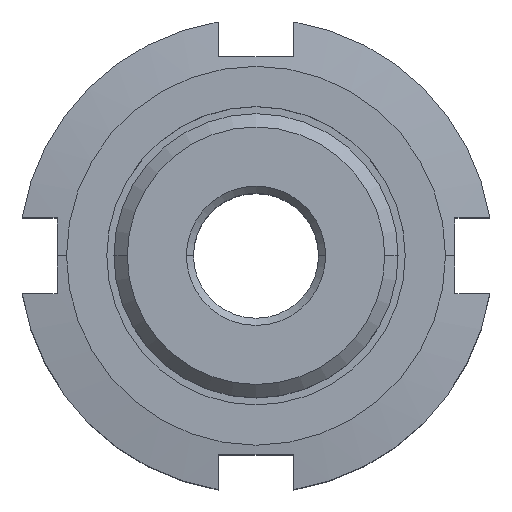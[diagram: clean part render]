
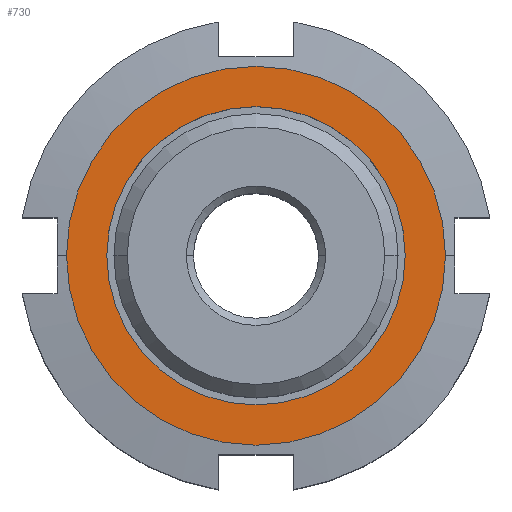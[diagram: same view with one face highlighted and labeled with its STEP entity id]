
A CAD part, top view. The second image highlights one B-rep face of the part: STEP entity #730.
In plain terms, the highlighted planar face has unit normal (0, 0, 1).
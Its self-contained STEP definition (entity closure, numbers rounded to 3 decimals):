
#498=EDGE_CURVE('',#586,#1116,#1274,.T.);
#518=EDGE_CURVE('',#1066,#636,#1296,.T.);
#586=VERTEX_POINT('',#1373);
#636=VERTEX_POINT('',#1429);
#668=EDGE_CURVE('',#1116,#586,#1463,.T.);
#672=EDGE_CURVE('',#636,#1066,#1467,.T.);
#730=ADVANCED_FACE('',(#1532,#1533),#1534,.T.);
#1066=VERTEX_POINT('',#1900);
#1116=VERTEX_POINT('',#1953);
#1274=CIRCLE('',#2212,10.0);
#1296=CIRCLE('',#2251,7.875);
#1373=CARTESIAN_POINT('',(-10.0,0.,15.0));
#1429=CARTESIAN_POINT('',(7.875,0.,15.0));
#1463=CIRCLE('',#2591,10.0);
#1467=CIRCLE('',#2596,7.875);
#1532=FACE_OUTER_BOUND('',#2698,.T.);
#1533=FACE_BOUND('',#2699,.T.);
#1534=PLANE('',#2700);
#1900=CARTESIAN_POINT('',(-7.875,0.,15.0));
#1953=CARTESIAN_POINT('',(10.0,0.,15.0));
#2212=AXIS2_PLACEMENT_3D('',#3700,#3701,#3702);
#2251=AXIS2_PLACEMENT_3D('',#3722,#3723,#3724);
#2591=AXIS2_PLACEMENT_3D('',#3912,#3913,#3914);
#2596=AXIS2_PLACEMENT_3D('',#3915,#3916,#3917);
#2698=EDGE_LOOP('',(#4006,#4007));
#2699=EDGE_LOOP('',(#4008,#4009));
#2700=AXIS2_PLACEMENT_3D('',#4010,#4011,#4012);
#3700=CARTESIAN_POINT('',(0.0,0.,15.0));
#3701=DIRECTION('',(0.0,0.,-1.0));
#3702=DIRECTION('',(1.0,0.0,0.0));
#3722=CARTESIAN_POINT('',(0.0,0.,15.0));
#3723=DIRECTION('',(0.0,0.,-1.0));
#3724=DIRECTION('',(1.0,0.0,0.0));
#3912=CARTESIAN_POINT('',(0.0,0.,15.0));
#3913=DIRECTION('',(0.0,0.,-1.0));
#3914=DIRECTION('',(1.0,0.0,0.0));
#3915=CARTESIAN_POINT('',(0.0,0.,15.0));
#3916=DIRECTION('',(0.0,0.,-1.0));
#3917=DIRECTION('',(1.0,0.0,0.0));
#4006=ORIENTED_EDGE('',*,*,#668,.F.);
#4007=ORIENTED_EDGE('',*,*,#498,.F.);
#4008=ORIENTED_EDGE('',*,*,#672,.T.);
#4009=ORIENTED_EDGE('',*,*,#518,.T.);
#4010=CARTESIAN_POINT('',(8.938,0.,15.0));
#4011=DIRECTION('',(0.0,0.,1.0));
#4012=DIRECTION('',(-1.0,0.0,0.0));
